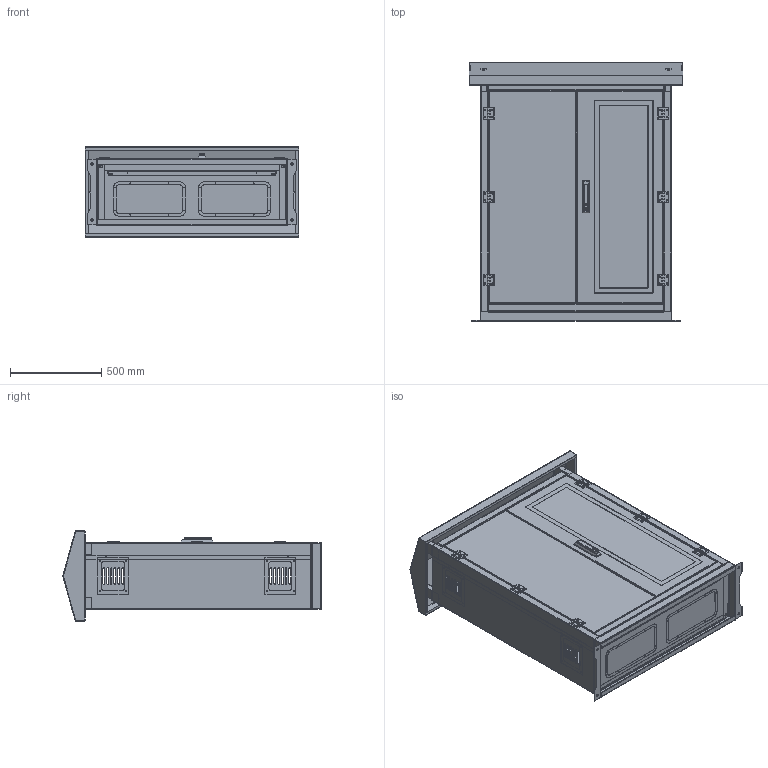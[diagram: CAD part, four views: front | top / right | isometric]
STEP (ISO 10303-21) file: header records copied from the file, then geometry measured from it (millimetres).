
FILE_DESCRIPTION(('FreeCAD Model'),'2;1');
FILE_NAME('Open CASCADE Shape Model','2025-05-29T17:41:06',('FreeCAD'),( 'FreeCAD'),'Open CASCADE STEP processor 7.6','FreeCAD','Unknown');
FILE_SCHEMA(('AUTOMOTIVE_DESIGN { 1 0 10303 214 1 1 1 1 }'));
Products named in the file (1): Open CASCADE STEP translator 7.6 1
Bounding box: 1173.11 x 1418.09 x 494.38 mm (x, y, z)
Volume: 12429951.4 mm3; surface area: 15704428.7 mm2
Topology: 53 solids, 53 shells, 2094 faces, 5316 edges, 3337 vertices
Faces by surface type: bspline 2094
Entity records: 63230 total; most frequent: CARTESIAN_POINT 31386, ORIENTED_EDGE 10632, EDGE_CURVE 5316, B_SPLINE_CURVE_WITH_KNOTS 3760, VERTEX_POINT 3337, FACE_BOUND 2647, EDGE_LOOP 2647, ADVANCED_FACE 2094
